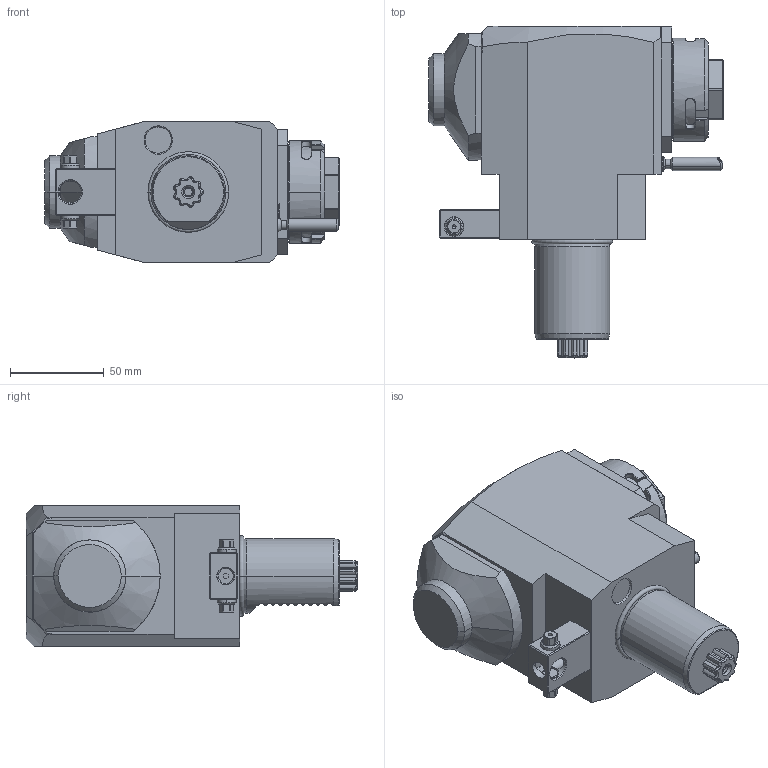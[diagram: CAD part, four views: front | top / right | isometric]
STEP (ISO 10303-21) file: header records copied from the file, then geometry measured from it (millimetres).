
FILE_DESCRIPTION((''),'2;1');
FILE_NAME('NGT1_40_215_32_3_1_80T','2024-10-24T',('vali'),('NOVA GRUP'),'PRO/ENGINEER BY PARAMETRIC TECHNOLOGY CORPORATION, 2010280','PRO/ENGINEER BY PARAMETRIC TECHNOLOGY CORPORATION, 2010280','');
FILE_SCHEMA(('CONFIG_CONTROL_DESIGN'));
Length unit declared in the file: millimetre
Products named in the file (1): NGT1_40_215_32_3_1_80T
Bounding box: 157 x 177 x 75 mm (x, y, z)
Volume: 963752.8 mm3; surface area: 72101.8 mm2
Topology: 1 solids, 2 shells, 401 faces, 1073 edges, 690 vertices
Faces by surface type: plane 183, cylinder 123, cone 84, bspline 6, torus 3, sphere 2
Entity records: 15893 total; most frequent: CARTESIAN_POINT 6136, ORIENTED_EDGE 2138, DIRECTION 1877, EDGE_CURVE 1069, VERTEX_POINT 690, AXIS2_PLACEMENT_3D 663, VECTOR 551, LINE 551
